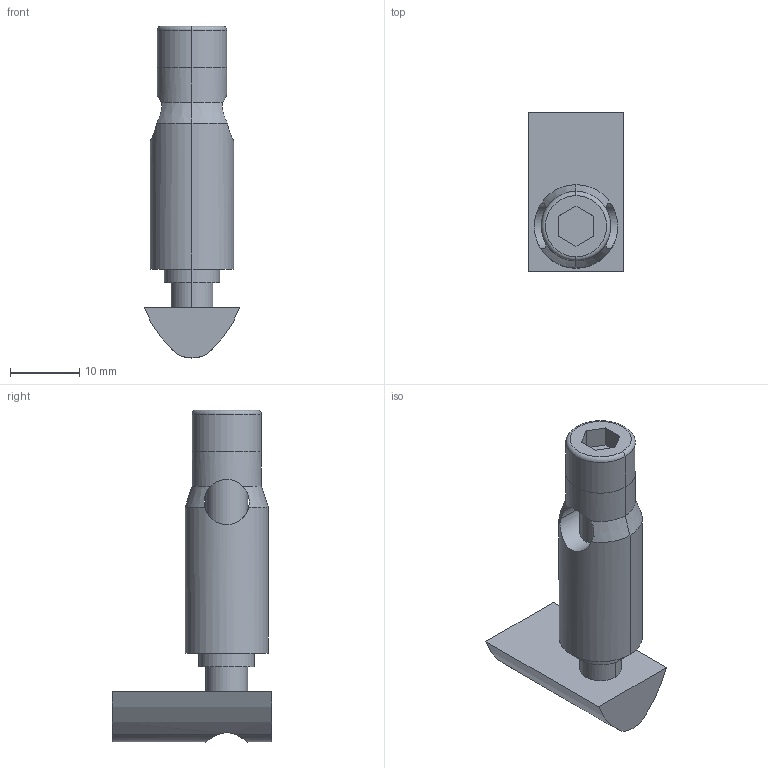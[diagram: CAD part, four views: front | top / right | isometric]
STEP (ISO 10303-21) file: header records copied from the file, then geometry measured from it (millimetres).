
FILE_DESCRIPTION(('STEP AP214'),'1');
FILE_NAME('cctmp_E65C53B1-A759-4FA4-BD34-320354D0155B_2019_11_10_15_0_39_669..stp','2019-11-10T14:00:39',('item Industrietechnik GmbH'),('CADClick - www.CADClick.com'),'Spatial InterOp 3D',' ','unknown authorization');
FILE_SCHEMA(('AUTOMOTIVE_DESIGN'));
Length unit declared in the file: millimetre
Products named in the file (3): item_0038808_Automatic-Fastening Set 8
Assembly tree (2 placements, depth 2):
  (unnamed)
    item_0038808_Automatic-Fastening Set 8
    item_0038808_Automatic-Fastening Set 8
Bounding box: 13.8 x 23 x 47.8 mm (x, y, z)
Volume: 4938.2 mm3; surface area: 3958.7 mm2
Topology: 3 solids, 3 shells, 48 faces, 119 edges, 77 vertices
Faces by surface type: cylinder 22, plane 16, cone 6, torus 4
Entity records: 2412 total; most frequent: CARTESIAN_POINT 787, DIRECTION 244, ORIENTED_EDGE 238, EDGE_CURVE 119, AXIS2_PLACEMENT_3D 98, VERTEX_POINT 77, EDGE_LOOP 56, STYLED_ITEM 51
